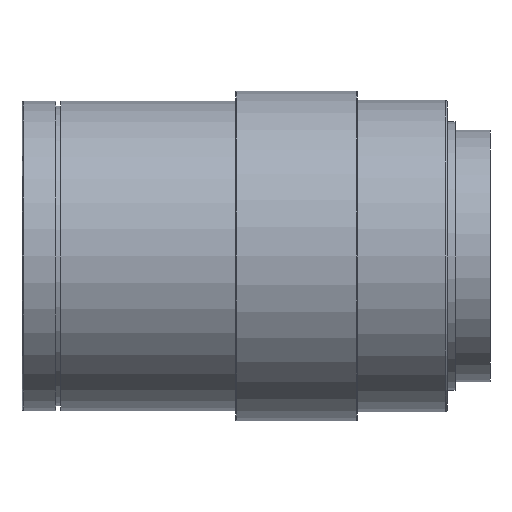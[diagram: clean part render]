
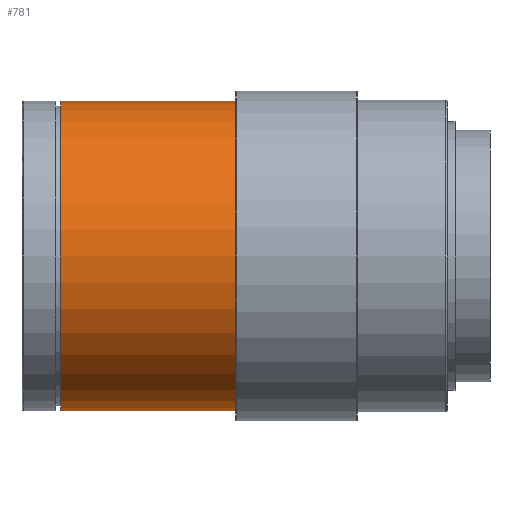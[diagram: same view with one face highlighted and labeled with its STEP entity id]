
A CAD part, left-side view. The second image highlights one B-rep face of the part: STEP entity #781.
In plain terms, the highlighted cylindrical face has radius 15.5 mm (diameter 31 mm), a partial arc.
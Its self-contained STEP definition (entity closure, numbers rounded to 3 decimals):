
#80 = CARTESIAN_POINT ( 'NONE',  ( 0., 41.7, -15.5 ) ) ;
#113 = AXIS2_PLACEMENT_3D ( 'NONE', #664, #647, #639 ) ;
#126 = AXIS2_PLACEMENT_3D ( 'NONE', #705, #695, #690 ) ;
#169 = VECTOR ( 'NONE', #860, 1000. ) ;
#217 = LINE ( 'NONE', #747, #169 ) ;
#219 = EDGE_CURVE ( 'NONE', #1919, #794, #226, .T. ) ;
#222 = CARTESIAN_POINT ( 'NONE',  ( 0., 24.2, 15.5 ) ) ;
#223 = VECTOR ( 'NONE', #734, 1000. ) ;
#226 = LINE ( 'NONE', #869, #223 ) ;
#233 = EDGE_CURVE ( 'NONE', #693, #868, #217, .T. ) ;
#417 = CIRCLE ( 'NONE', #126, 15.5 ) ;
#507 = CYLINDRICAL_SURFACE ( 'NONE', #1971, 15.5 ) ;
#580 = DIRECTION ( 'NONE',  ( 0., -1., 0. ) ) ;
#582 = EDGE_CURVE ( 'NONE', #794, #868, #417, .T. ) ;
#588 = EDGE_CURVE ( 'NONE', #1919, #693, #1028, .T. ) ;
#639 = DIRECTION ( 'NONE',  ( 0., 0., -1. ) ) ;
#647 = DIRECTION ( 'NONE',  ( 0., -1., 0. ) ) ;
#664 = CARTESIAN_POINT ( 'NONE',  ( 0., 41.7, 0. ) ) ;
#690 = DIRECTION ( 'NONE',  ( 0., 0., -1. ) ) ;
#693 = VERTEX_POINT ( 'NONE', #80 ) ;
#695 = DIRECTION ( 'NONE',  ( 0., -1., 0. ) ) ;
#705 = CARTESIAN_POINT ( 'NONE',  ( 0., 24.2, 0. ) ) ;
#712 = DIRECTION ( 'NONE',  ( 0., 0., -1. ) ) ;
#734 = DIRECTION ( 'NONE',  ( 0., -1., 0. ) ) ;
#747 = CARTESIAN_POINT ( 'NONE',  ( 0., 0., -15.5 ) ) ;
#781 = ADVANCED_FACE ( 'NONE', ( #1174 ), #507, .T. ) ;
#794 = VERTEX_POINT ( 'NONE', #222 ) ;
#860 = DIRECTION ( 'NONE',  ( 0., -1., 0. ) ) ;
#868 = VERTEX_POINT ( 'NONE', #1594 ) ;
#869 = CARTESIAN_POINT ( 'NONE',  ( 0., 0., 15.5 ) ) ;
#989 = CARTESIAN_POINT ( 'NONE',  ( 0., 0., 0. ) ) ;
#1028 = CIRCLE ( 'NONE', #113, 15.5 ) ;
#1147 = EDGE_LOOP ( 'NONE', ( #1431, #1860, #1957, #1504 ) ) ;
#1174 = FACE_OUTER_BOUND ( 'NONE', #1147, .T. ) ;
#1431 = ORIENTED_EDGE ( 'NONE', *, *, #219, .F. ) ;
#1504 = ORIENTED_EDGE ( 'NONE', *, *, #582, .F. ) ;
#1534 = CARTESIAN_POINT ( 'NONE',  ( 0., 41.7, 15.5 ) ) ;
#1594 = CARTESIAN_POINT ( 'NONE',  ( 0., 24.2, -15.5 ) ) ;
#1860 = ORIENTED_EDGE ( 'NONE', *, *, #588, .T. ) ;
#1919 = VERTEX_POINT ( 'NONE', #1534 ) ;
#1957 = ORIENTED_EDGE ( 'NONE', *, *, #233, .T. ) ;
#1971 = AXIS2_PLACEMENT_3D ( 'NONE', #989, #580, #712 ) ;
